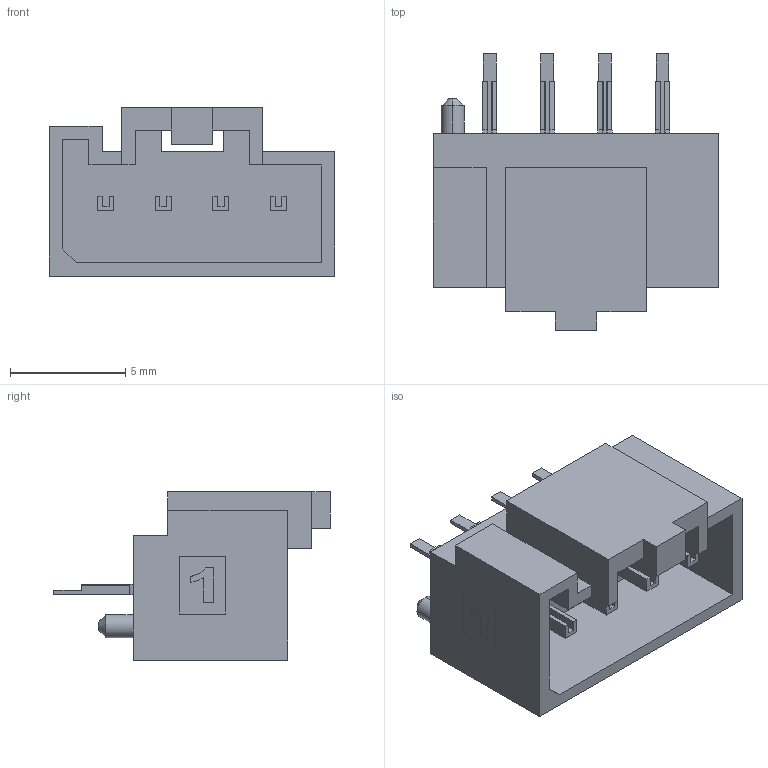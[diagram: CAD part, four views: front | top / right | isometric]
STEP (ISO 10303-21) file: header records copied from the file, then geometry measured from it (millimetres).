
FILE_DESCRIPTION((''),'2;1');
FILE_NAME('2078430004','2019-08-29T',('gga'),(''),'PRO/ENGINEER BY PARAMETRIC TECHNOLOGY CORPORATION, 2016010','PRO/ENGINEER BY PARAMETRIC TECHNOLOGY CORPORATION, 2016010','');
FILE_SCHEMA(('CONFIG_CONTROL_DESIGN'));
Length unit declared in the file: millimetre
Products named in the file (1): 2078430004
Bounding box: 12.41 x 12.01 x 7.3 mm (x, y, z)
Volume: 303 mm3; surface area: 699.8 mm2
Topology: 1 solids, 1 shells, 158 faces, 436 edges, 290 vertices
Faces by surface type: plane 127, bspline 24, extrusion 3, cylinder 2, cone 2
Entity records: 5472 total; most frequent: CARTESIAN_POINT 1459, ORIENTED_EDGE 852, DIRECTION 719, EDGE_CURVE 426, VECTOR 411, LINE 408, VERTEX_POINT 280, EDGE_LOOP 170
